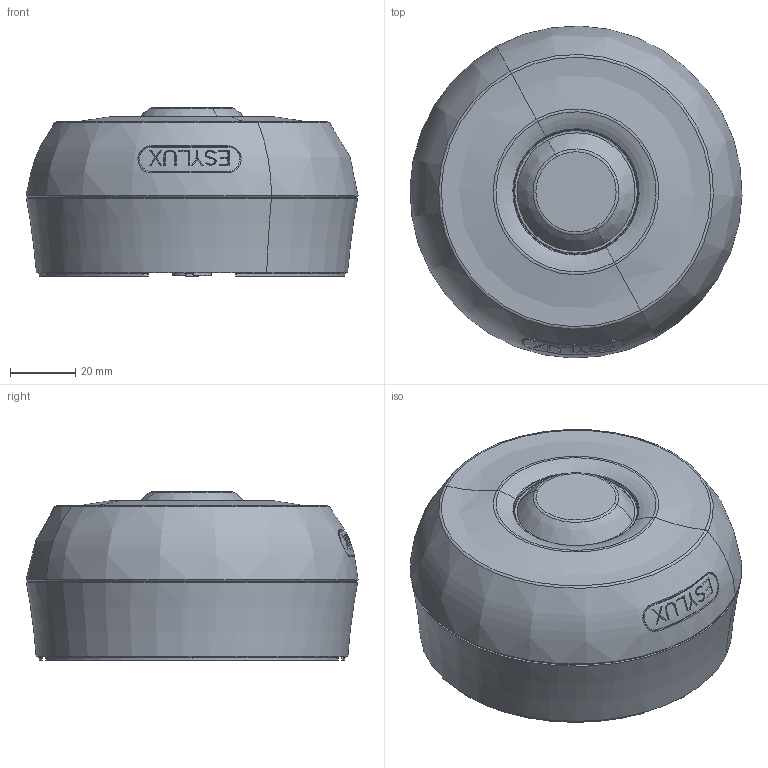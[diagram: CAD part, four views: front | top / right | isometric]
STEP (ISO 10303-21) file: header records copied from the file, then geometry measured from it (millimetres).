
FILE_DESCRIPTION((''),'2;1');
FILE_NAME('','',('none'),('none'),'','','none');
FILE_SCHEMA(('CONFIG_CONTROL_DESIGN'));
Length unit declared in the file: millimetre
Products named in the file (1): EB10430404
Bounding box: 101.77 x 101.77 x 51.52 mm (x, y, z)
Volume: 306344.8 mm3; surface area: 57889.4 mm2
Topology: 3 solids, 3 shells, 353 faces, 949 edges, 619 vertices
Faces by surface type: cylinder 112, bspline 87, plane 82, torus 50, revolution 14, cone 6, sphere 2
Entity records: 16104 total; most frequent: CARTESIAN_POINT 8391, ORIENTED_EDGE 1886, DIRECTION 1029, EDGE_CURVE 943, VERTEX_POINT 619, AXIS2_PLACEMENT_3D 557, EDGE_LOOP 376, CIRCLE 369
